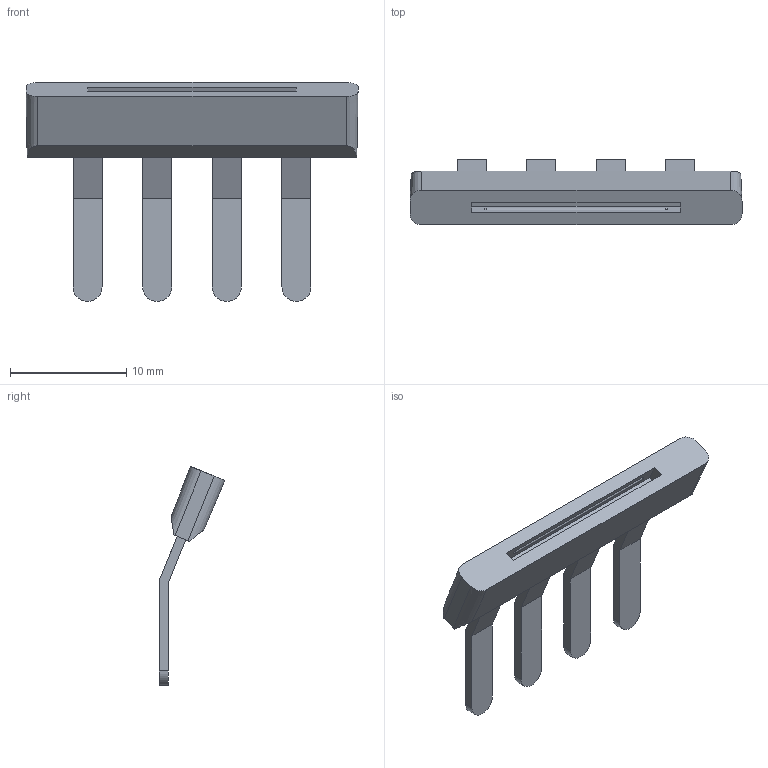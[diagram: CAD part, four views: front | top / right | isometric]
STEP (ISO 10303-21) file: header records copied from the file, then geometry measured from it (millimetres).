
FILE_DESCRIPTION(('CATIA V5R20 STEP214','CAx-IF Rec.Pracs.--- Model Styling and Organization---1.5--- 2016-08-15','CAx-IF Rec.Pracs.---Supplemental Geometry---1.0---2011-11-01','CAx-IF Rec.Pracs.--- Composite Materials ---1.1---2010-07-15'),'2;1');
FILE_NAME ('D1445977_1', '2025-03-31T12:22:28+00:00', ('Weidmueller Interface'), ('Weidmueller'), 'CATIA Version 5-6 Release 2022 SP4 HF5', 'CATIA V5 STEP AP214 v3', 'none');
FILE_SCHEMA(('AUTOMOTIVE_DESIGN { 1 0 10303 214 1 1 1 1 }'));
Length unit declared in the file: millimetre
Products named in the file (1): 0482900000
Bounding box: 28.6 x 5.66 x 18.87 mm (x, y, z)
Volume: 575.1 mm3; surface area: 902.7 mm2
Topology: 1 solids, 1 shells, 51 faces, 140 edges, 94 vertices
Faces by surface type: plane 37, cylinder 6, sphere 4, cone 4
Entity records: 1717 total; most frequent: CARTESIAN_POINT 442, ORIENTED_EDGE 272, DIRECTION 206, EDGE_CURVE 136, VECTOR 104, LINE 104, VERTEX_POINT 94, AXIS2_PLACEMENT_3D 64
